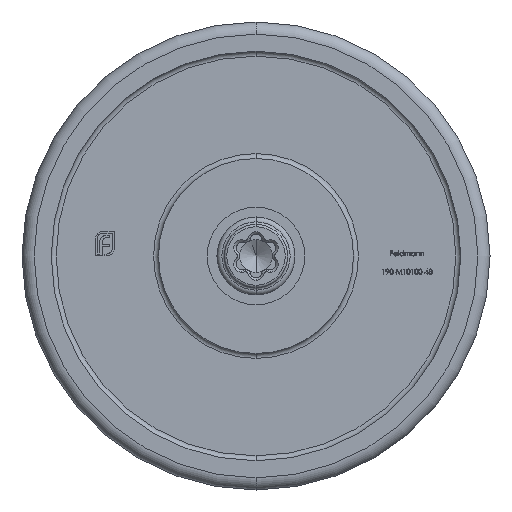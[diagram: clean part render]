
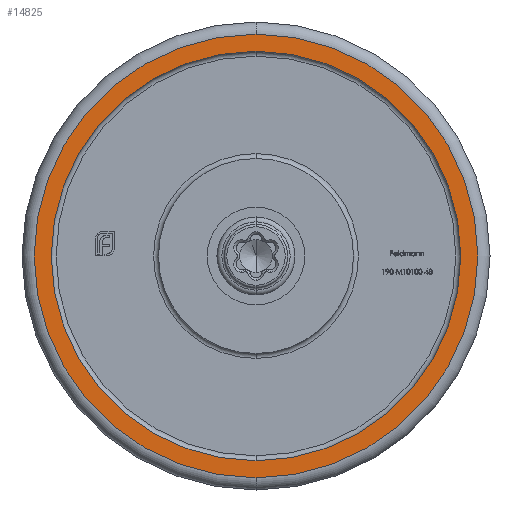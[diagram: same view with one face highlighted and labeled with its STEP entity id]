
A CAD part, front view. The second image highlights one B-rep face of the part: STEP entity #14825.
In plain terms, the highlighted planar face has unit normal (0, -1, 0).
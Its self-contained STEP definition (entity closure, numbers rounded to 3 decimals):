
#279 = CIRCLE ( 'NONE', #9972, 21. ) ;
#480 = DIRECTION ( 'NONE',  ( 0., 0., -1. ) ) ;
#566 = CARTESIAN_POINT ( 'NONE',  ( 0., 0., -22.75 ) ) ;
#2083 = CARTESIAN_POINT ( 'NONE',  ( 0., 0., 0. ) ) ;
#2281 = ORIENTED_EDGE ( 'NONE', *, *, #17769, .T. ) ;
#2753 = CARTESIAN_POINT ( 'NONE',  ( 24., 0., 0. ) ) ;
#3604 = DIRECTION ( 'NONE',  ( 0., -1., 0. ) ) ;
#4365 = DIRECTION ( 'NONE',  ( 0., -1., 0. ) ) ;
#4502 = ORIENTED_EDGE ( 'NONE', *, *, #9567, .F. ) ;
#4607 = CARTESIAN_POINT ( 'NONE',  ( 0., 0., 0. ) ) ;
#5617 = DIRECTION ( 'NONE',  ( 0., 0., -1. ) ) ;
#7575 = DIRECTION ( 'NONE',  ( 0., 0., -1. ) ) ;
#7593 = PLANE ( 'NONE',  #9824 ) ;
#7804 = DIRECTION ( 'NONE',  ( 0., -1., 0. ) ) ;
#8569 = EDGE_LOOP ( 'NONE', ( #14115, #4502 ) ) ;
#9524 = AXIS2_PLACEMENT_3D ( 'NONE', #4607, #7804, #14018 ) ;
#9567 = EDGE_CURVE ( 'NONE', #14955, #12370, #16375, .T. ) ;
#9824 = AXIS2_PLACEMENT_3D ( 'NONE', #2753, #12374, #15474 ) ;
#9972 = AXIS2_PLACEMENT_3D ( 'NONE', #13610, #18587, #7575 ) ;
#10489 = ORIENTED_EDGE ( 'NONE', *, *, #16530, .T. ) ;
#11828 = VERTEX_POINT ( 'NONE', #15489 ) ;
#12168 = CARTESIAN_POINT ( 'NONE',  ( 0., 0., -21. ) ) ;
#12370 = VERTEX_POINT ( 'NONE', #12168 ) ;
#12374 = DIRECTION ( 'NONE',  ( 0., -1., 0. ) ) ;
#13610 = CARTESIAN_POINT ( 'NONE',  ( 0., 0., 0. ) ) ;
#14018 = DIRECTION ( 'NONE',  ( 0., 0., -1. ) ) ;
#14115 = ORIENTED_EDGE ( 'NONE', *, *, #15891, .F. ) ;
#14825 = ADVANCED_FACE ( 'NONE', ( #19529, #20025 ), #7593, .T. ) ;
#14955 = VERTEX_POINT ( 'NONE', #16310 ) ;
#14991 = EDGE_LOOP ( 'NONE', ( #2281, #10489 ) ) ;
#15424 = AXIS2_PLACEMENT_3D ( 'NONE', #16967, #4365, #5617 ) ;
#15474 = DIRECTION ( 'NONE',  ( 0., 0., -1. ) ) ;
#15489 = CARTESIAN_POINT ( 'NONE',  ( 0., 0., 22.75 ) ) ;
#15891 = EDGE_CURVE ( 'NONE', #12370, #14955, #279, .T. ) ;
#16299 = VERTEX_POINT ( 'NONE', #566 ) ;
#16310 = CARTESIAN_POINT ( 'NONE',  ( 0., 0., 21. ) ) ;
#16375 = CIRCLE ( 'NONE', #9524, 21. ) ;
#16530 = EDGE_CURVE ( 'NONE', #11828, #16299, #17923, .T. ) ;
#16967 = CARTESIAN_POINT ( 'NONE',  ( 0., 0., 0. ) ) ;
#17769 = EDGE_CURVE ( 'NONE', #16299, #11828, #18887, .T. ) ;
#17923 = CIRCLE ( 'NONE', #20078, 22.75 ) ;
#18587 = DIRECTION ( 'NONE',  ( 0., -1., 0. ) ) ;
#18887 = CIRCLE ( 'NONE', #15424, 22.75 ) ;
#19529 = FACE_OUTER_BOUND ( 'NONE', #14991, .T. ) ;
#20025 = FACE_BOUND ( 'NONE', #8569, .T. ) ;
#20078 = AXIS2_PLACEMENT_3D ( 'NONE', #2083, #3604, #480 ) ;
